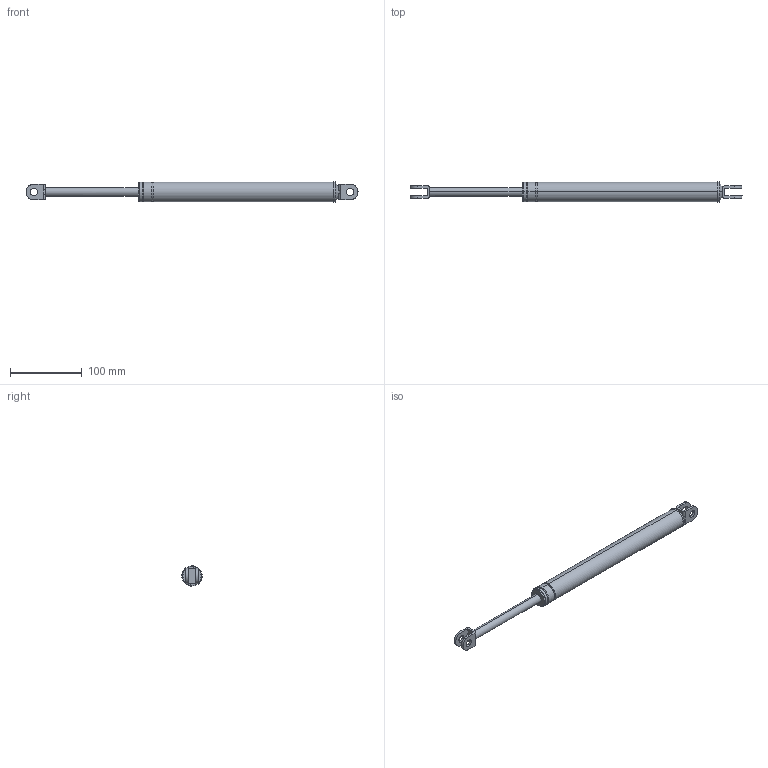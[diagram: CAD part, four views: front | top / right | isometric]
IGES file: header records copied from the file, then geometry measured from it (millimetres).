
Start section: ------------------------------------------------------------------------
Global section: file name: PC14.3956.TM_151_120_60_2259.igs; native system: spGate; preprocessor: ver16.7.1; author: Unknown; organization: Unknown; date: 201028.142643; units: millimetre
Bounding box: 461.97 x 28.2 x 28.2 mm (x, y, z)
Volume: 186419.8 mm3; surface area: 35904.1 mm2
Topology: 2 solids, 2 shells, 64 faces, 156 edges, 98 vertices
Faces by surface type: bspline 64
